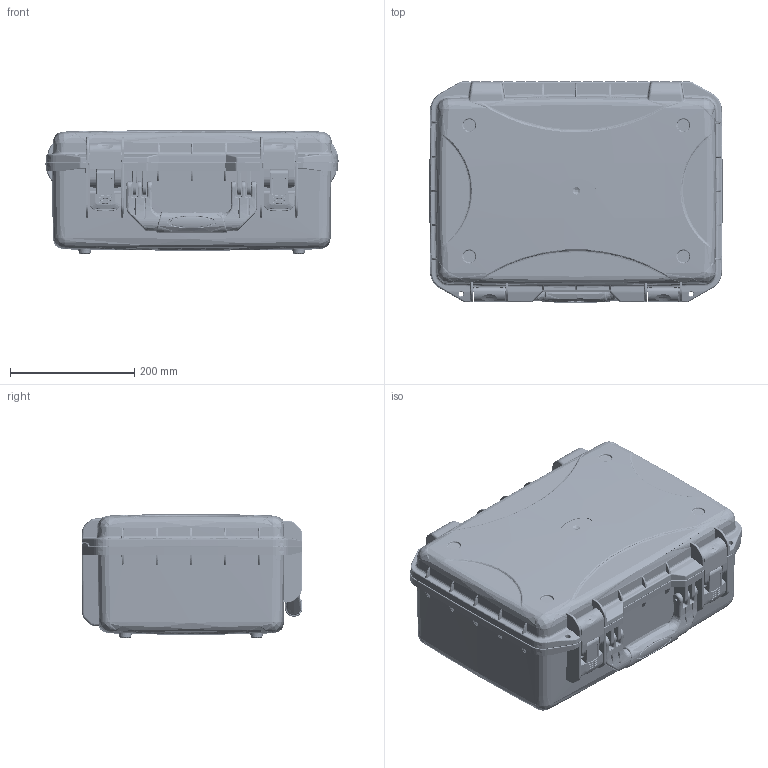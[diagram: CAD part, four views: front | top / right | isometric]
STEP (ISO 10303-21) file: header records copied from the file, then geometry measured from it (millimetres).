
FILE_DESCRIPTION (( 'STEP AP203' ), '1' );
FILE_NAME ('X1007.STEP', '2023-10-31T04:17:59', ( 'admin' ), ( '' ), 'SwSTEP 2.0', 'SolidWorks 2022', '' );
FILE_SCHEMA (( 'CONFIG_CONTROL_DESIGN' ));
Products named in the file (5): X1007_默认; 8160_默认; 7035_默认; 1007_默认; X1007
Assembly tree (5 placements, depth 2):
  X1007
    X1007_默认
    1007_默认
    7035_默认
    8160_默认  x2
Bounding box: 471.67 x 355.43 x 199.05 mm (x, y, z)
Volume: 245079.5 mm3; surface area: 1391376.4 mm2
Topology: 2 solids, 3633 shells, 4759 faces, 21481 edges, 20162 vertices
Faces by surface type: bspline 1966, cylinder 1602, plane 974, cone 173, torus 44
Entity records: 374811 total; most frequent: CARTESIAN_POINT 261220, ORIENTED_EDGE 19442, EDGE_CURVE 16998, DIRECTION 16682, VERTEX_POINT 16031, B_SPLINE_CURVE_WITH_KNOTS 7738, AXIS2_PLACEMENT_3D 5699, LINE 5284
